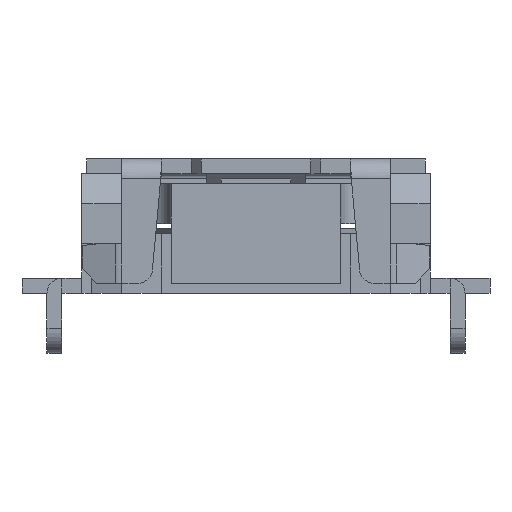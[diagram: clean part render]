
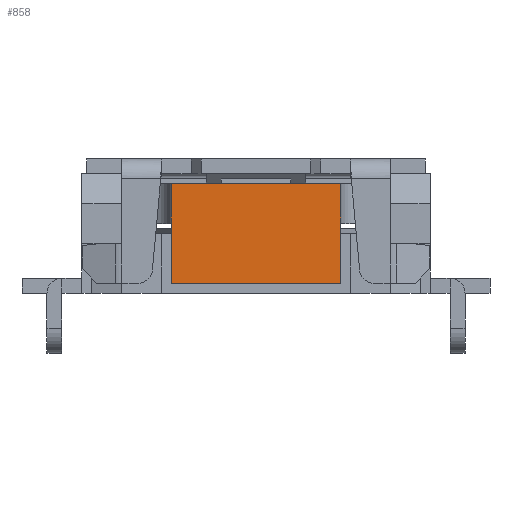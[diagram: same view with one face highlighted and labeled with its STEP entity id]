
A CAD part, front view. The second image highlights one B-rep face of the part: STEP entity #858.
In plain terms, the highlighted planar face has unit normal (0, -1, 0).
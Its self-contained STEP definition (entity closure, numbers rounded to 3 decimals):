
#858 = ADVANCED_FACE( '', ( #1790 ), #1791, .T. );
#1790 = FACE_OUTER_BOUND( '', #2887, .T. );
#1791 = PLANE( '', #2888 );
#2887 = EDGE_LOOP( '', ( #5165, #5166, #5167, #5168 ) );
#2888 = AXIS2_PLACEMENT_3D( '', #5169, #5170, #5171 );
#5165 = ORIENTED_EDGE( '', *, *, #7521, .F. );
#5166 = ORIENTED_EDGE( '', *, *, #7522, .F. );
#5167 = ORIENTED_EDGE( '', *, *, #7090, .T. );
#5168 = ORIENTED_EDGE( '', *, *, #7523, .T. );
#5169 = CARTESIAN_POINT( '', ( -0.85, -2.1, -1. ) );
#5170 = DIRECTION( '', ( 0., -1., 0. ) );
#5171 = DIRECTION( '', ( 0., 0., -1. ) );
#7090 = EDGE_CURVE( '', #8739, #8737, #8740, .T. );
#7521 = EDGE_CURVE( '', #9359, #9360, #9361, .T. );
#7522 = EDGE_CURVE( '', #8739, #9359, #9362, .T. );
#7523 = EDGE_CURVE( '', #8737, #9360, #9363, .T. );
#8737 = VERTEX_POINT( '', #10984 );
#8739 = VERTEX_POINT( '', #10987 );
#8740 = LINE( '', #10988, #10989 );
#9359 = VERTEX_POINT( '', #11988 );
#9360 = VERTEX_POINT( '', #11989 );
#9361 = LINE( '', #11990, #11991 );
#9362 = LINE( '', #11992, #11993 );
#9363 = LINE( '', #11994, #11995 );
#10984 = CARTESIAN_POINT( '', ( 0.85, -2.1, -1. ) );
#10987 = CARTESIAN_POINT( '', ( -0.85, -2.1, -1. ) );
#10988 = CARTESIAN_POINT( '', ( -0.85, -2.1, -1. ) );
#10989 = VECTOR( '', #13181, 1000. );
#11988 = CARTESIAN_POINT( '', ( -0.85, -2.1, 0. ) );
#11989 = CARTESIAN_POINT( '', ( 0.85, -2.1, 0. ) );
#11990 = CARTESIAN_POINT( '', ( -0.85, -2.1, 0. ) );
#11991 = VECTOR( '', #13594, 1000. );
#11992 = CARTESIAN_POINT( '', ( -0.85, -2.1, -1. ) );
#11993 = VECTOR( '', #13595, 1000. );
#11994 = CARTESIAN_POINT( '', ( 0.85, -2.1, -1. ) );
#11995 = VECTOR( '', #13596, 1000. );
#13181 = DIRECTION( '', ( 1., 0., 0. ) );
#13594 = DIRECTION( '', ( 1., 0., 0. ) );
#13595 = DIRECTION( '', ( 0., 0., 1. ) );
#13596 = DIRECTION( '', ( 0., 0., 1. ) );
